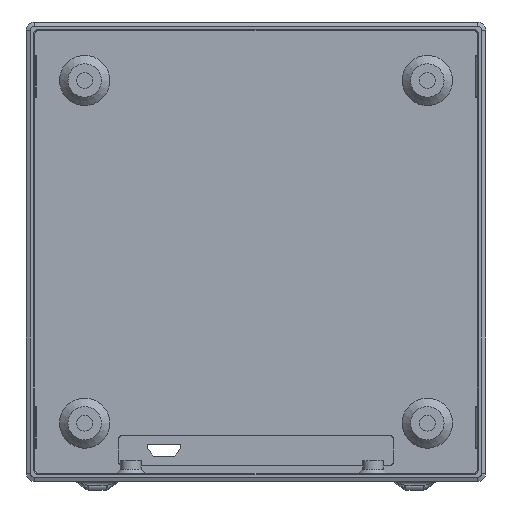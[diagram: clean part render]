
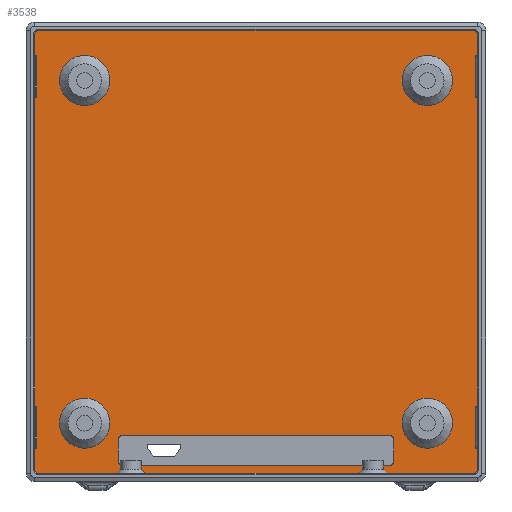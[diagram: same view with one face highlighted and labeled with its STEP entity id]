
A CAD part, front view. The second image highlights one B-rep face of the part: STEP entity #3538.
In plain terms, the highlighted planar face has unit normal (0, -1, 0).
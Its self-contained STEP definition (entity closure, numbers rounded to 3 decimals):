
#94=FACE_BOUND('',#896,.T.);
#95=FACE_BOUND('',#897,.T.);
#96=FACE_BOUND('',#898,.T.);
#97=FACE_BOUND('',#899,.T.);
#98=FACE_BOUND('',#900,.T.);
#253=CIRCLE('',#3596,1.);
#258=CIRCLE('',#3607,1.);
#396=CIRCLE('',#3936,1.);
#398=CIRCLE('',#3940,1.);
#400=CIRCLE('',#3944,1.);
#402=CIRCLE('',#3948,1.);
#409=CIRCLE('',#3970,6.);
#411=CIRCLE('',#3973,1.);
#412=CIRCLE('',#3974,1.);
#413=CIRCLE('',#3975,6.);
#414=CIRCLE('',#3976,6.);
#415=CIRCLE('',#3977,6.);
#650=FACE_OUTER_BOUND('',#895,.T.);
#895=EDGE_LOOP('',(#3134,#3135,#3136,#3137,#3138,#3139,#3140,#3141,#3142,
#3143));
#896=EDGE_LOOP('',(#3144,#3145,#3146,#3147,#3148,#3149,#3150,#3151));
#897=EDGE_LOOP('',(#3152));
#898=EDGE_LOOP('',(#3153));
#899=EDGE_LOOP('',(#3154));
#900=EDGE_LOOP('',(#3155));
#952=LINE('',#5211,#1204);
#963=LINE('',#5251,#1215);
#1120=LINE('',#6612,#1372);
#1121=LINE('',#6617,#1373);
#1122=LINE('',#6622,#1374);
#1137=LINE('',#6696,#1389);
#1141=LINE('',#6708,#1393);
#1147=LINE('',#6723,#1399);
#1150=LINE('',#6732,#1402);
#1170=LINE('',#6792,#1422);
#1204=VECTOR('',#4078,10.);
#1215=VECTOR('',#4111,10.);
#1372=VECTOR('',#4842,10.);
#1373=VECTOR('',#4847,10.);
#1374=VECTOR('',#4852,10.);
#1389=VECTOR('',#4943,10.);
#1393=VECTOR('',#4955,10.);
#1399=VECTOR('',#4969,10.);
#1402=VECTOR('',#4980,10.);
#1422=VECTOR('',#5048,10.);
#1453=VERTEX_POINT('',#5203);
#1454=VERTEX_POINT('',#5205);
#1455=VERTEX_POINT('',#5209);
#1472=VERTEX_POINT('',#5245);
#1473=VERTEX_POINT('',#5249);
#1668=VERTEX_POINT('',#6611);
#1670=VERTEX_POINT('',#6616);
#1672=VERTEX_POINT('',#6621);
#1691=VERTEX_POINT('',#6689);
#1692=VERTEX_POINT('',#6691);
#1693=VERTEX_POINT('',#6695);
#1696=VERTEX_POINT('',#6703);
#1697=VERTEX_POINT('',#6707);
#1701=VERTEX_POINT('',#6716);
#1702=VERTEX_POINT('',#6718);
#1704=VERTEX_POINT('',#6727);
#1717=VERTEX_POINT('',#6783);
#1719=VERTEX_POINT('',#6789);
#1720=VERTEX_POINT('',#6791);
#1721=VERTEX_POINT('',#6794);
#1722=VERTEX_POINT('',#6796);
#1723=VERTEX_POINT('',#6798);
#1764=EDGE_CURVE('',#1454,#1453,#253,.T.);
#1767=EDGE_CURVE('',#1453,#1455,#952,.T.);
#1785=EDGE_CURVE('',#1455,#1472,#258,.T.);
#1787=EDGE_CURVE('',#1472,#1473,#963,.T.);
#2124=EDGE_CURVE('',#1668,#1454,#1120,.T.);
#2127=EDGE_CURVE('',#1670,#1668,#1121,.T.);
#2130=EDGE_CURVE('',#1672,#1670,#1122,.T.);
#2161=EDGE_CURVE('',#1691,#1692,#396,.T.);
#2163=EDGE_CURVE('',#1693,#1692,#1137,.T.);
#2167=EDGE_CURVE('',#1693,#1696,#398,.T.);
#2169=EDGE_CURVE('',#1697,#1696,#1141,.T.);
#2174=EDGE_CURVE('',#1701,#1702,#400,.T.);
#2177=EDGE_CURVE('',#1691,#1702,#1147,.T.);
#2179=EDGE_CURVE('',#1697,#1704,#402,.T.);
#2182=EDGE_CURVE('',#1701,#1704,#1150,.T.);
#2207=EDGE_CURVE('',#1717,#1717,#409,.T.);
#2210=EDGE_CURVE('',#1473,#1719,#411,.T.);
#2211=EDGE_CURVE('',#1719,#1720,#1170,.T.);
#2212=EDGE_CURVE('',#1720,#1672,#412,.T.);
#2213=EDGE_CURVE('',#1721,#1721,#413,.T.);
#2214=EDGE_CURVE('',#1722,#1722,#414,.T.);
#2215=EDGE_CURVE('',#1723,#1723,#415,.T.);
#3134=ORIENTED_EDGE('',*,*,#1785,.T.);
#3135=ORIENTED_EDGE('',*,*,#1787,.T.);
#3136=ORIENTED_EDGE('',*,*,#2210,.T.);
#3137=ORIENTED_EDGE('',*,*,#2211,.T.);
#3138=ORIENTED_EDGE('',*,*,#2212,.T.);
#3139=ORIENTED_EDGE('',*,*,#2130,.T.);
#3140=ORIENTED_EDGE('',*,*,#2127,.T.);
#3141=ORIENTED_EDGE('',*,*,#2124,.T.);
#3142=ORIENTED_EDGE('',*,*,#1764,.T.);
#3143=ORIENTED_EDGE('',*,*,#1767,.T.);
#3144=ORIENTED_EDGE('',*,*,#2163,.T.);
#3145=ORIENTED_EDGE('',*,*,#2161,.F.);
#3146=ORIENTED_EDGE('',*,*,#2177,.T.);
#3147=ORIENTED_EDGE('',*,*,#2174,.F.);
#3148=ORIENTED_EDGE('',*,*,#2182,.T.);
#3149=ORIENTED_EDGE('',*,*,#2179,.F.);
#3150=ORIENTED_EDGE('',*,*,#2169,.T.);
#3151=ORIENTED_EDGE('',*,*,#2167,.F.);
#3152=ORIENTED_EDGE('',*,*,#2213,.F.);
#3153=ORIENTED_EDGE('',*,*,#2214,.F.);
#3154=ORIENTED_EDGE('',*,*,#2215,.F.);
#3155=ORIENTED_EDGE('',*,*,#2207,.F.);
#3323=PLANE('',#3972);
#3538=ADVANCED_FACE('',(#650,#94,#95,#96,#97,#98),#3323,.F.);
#3596=AXIS2_PLACEMENT_3D('',#5206,#4072,#4073);
#3607=AXIS2_PLACEMENT_3D('',#5247,#4106,#4107);
#3936=AXIS2_PLACEMENT_3D('',#6692,#4938,#4939);
#3940=AXIS2_PLACEMENT_3D('',#6704,#4950,#4951);
#3944=AXIS2_PLACEMENT_3D('',#6719,#4963,#4964);
#3948=AXIS2_PLACEMENT_3D('',#6728,#4974,#4975);
#3970=AXIS2_PLACEMENT_3D('',#6784,#5039,#5040);
#3972=AXIS2_PLACEMENT_3D('',#6788,#5044,#5045);
#3973=AXIS2_PLACEMENT_3D('',#6790,#5046,#5047);
#3974=AXIS2_PLACEMENT_3D('',#6793,#5049,#5050);
#3975=AXIS2_PLACEMENT_3D('',#6795,#5051,#5052);
#3976=AXIS2_PLACEMENT_3D('',#6797,#5053,#5054);
#3977=AXIS2_PLACEMENT_3D('',#6799,#5055,#5056);
#4072=DIRECTION('center_axis',(0.,-1.,0.));
#4073=DIRECTION('ref_axis',(0.707,0.,-0.707));
#4078=DIRECTION('',(0.,0.,1.));
#4106=DIRECTION('center_axis',(0.,-1.,0.));
#4107=DIRECTION('ref_axis',(0.707,0.,0.707));
#4111=DIRECTION('',(-1.,0.,0.));
#4842=DIRECTION('',(1.,0.,0.));
#4847=DIRECTION('',(1.,0.,0.));
#4852=DIRECTION('',(1.,0.,0.));
#4938=DIRECTION('center_axis',(0.,-1.,0.));
#4939=DIRECTION('ref_axis',(0.707,0.,-0.707));
#4943=DIRECTION('',(0.,0.,-1.));
#4950=DIRECTION('center_axis',(0.,-1.,0.));
#4951=DIRECTION('ref_axis',(0.707,0.,0.707));
#4955=DIRECTION('',(1.,0.,0.));
#4963=DIRECTION('center_axis',(0.,-1.,0.));
#4964=DIRECTION('ref_axis',(-0.707,0.,-0.707));
#4969=DIRECTION('',(-1.,0.,0.));
#4974=DIRECTION('center_axis',(0.,-1.,0.));
#4975=DIRECTION('ref_axis',(-0.707,0.,0.707));
#4980=DIRECTION('',(0.,0.,1.));
#5039=DIRECTION('center_axis',(0.,-1.,0.));
#5040=DIRECTION('ref_axis',(1.,0.,0.));
#5044=DIRECTION('center_axis',(0.,1.,0.));
#5045=DIRECTION('ref_axis',(1.,0.,0.));
#5046=DIRECTION('center_axis',(0.,-1.,0.));
#5047=DIRECTION('ref_axis',(-0.707,0.,0.707));
#5048=DIRECTION('',(0.,0.,-1.));
#5049=DIRECTION('center_axis',(0.,-1.,0.));
#5050=DIRECTION('ref_axis',(-0.707,0.,-0.707));
#5051=DIRECTION('center_axis',(0.,-1.,0.));
#5052=DIRECTION('ref_axis',(1.,0.,0.));
#5053=DIRECTION('center_axis',(0.,-1.,0.));
#5054=DIRECTION('ref_axis',(1.,0.,0.));
#5055=DIRECTION('center_axis',(0.,-1.,0.));
#5056=DIRECTION('ref_axis',(1.,0.,0.));
#5203=CARTESIAN_POINT('',(53.,0.,3.));
#5205=CARTESIAN_POINT('',(52.,0.,2.));
#5206=CARTESIAN_POINT('Origin',(52.,0.,3.));
#5209=CARTESIAN_POINT('',(53.,0.,107.));
#5211=CARTESIAN_POINT('',(53.,0.,81.5));
#5245=CARTESIAN_POINT('',(52.,0.,108.));
#5247=CARTESIAN_POINT('Origin',(52.,0.,107.));
#5249=CARTESIAN_POINT('',(-52.,0.,108.));
#5251=CARTESIAN_POINT('',(-26.5,0.,108.));
#6611=CARTESIAN_POINT('',(28.,0.,2.));
#6612=CARTESIAN_POINT('',(26.5,0.,2.));
#6616=CARTESIAN_POINT('',(-30.,0.,2.));
#6617=CARTESIAN_POINT('',(26.5,0.,2.));
#6621=CARTESIAN_POINT('',(-52.,0.,2.));
#6622=CARTESIAN_POINT('',(26.5,0.,2.));
#6689=CARTESIAN_POINT('',(32.,0.,3.9));
#6691=CARTESIAN_POINT('',(33.,0.,4.9));
#6692=CARTESIAN_POINT('Origin',(32.,0.,4.9));
#6695=CARTESIAN_POINT('',(33.,0.,10.));
#6696=CARTESIAN_POINT('',(33.,0.,33.));
#6703=CARTESIAN_POINT('',(32.,0.,11.));
#6704=CARTESIAN_POINT('Origin',(32.,0.,10.));
#6707=CARTESIAN_POINT('',(-32.,0.,11.));
#6708=CARTESIAN_POINT('',(-16.5,0.,11.));
#6716=CARTESIAN_POINT('',(-33.,0.,4.9));
#6718=CARTESIAN_POINT('',(-32.,0.,3.9));
#6719=CARTESIAN_POINT('Origin',(-32.,0.,4.9));
#6723=CARTESIAN_POINT('',(16.5,0.,3.9));
#6727=CARTESIAN_POINT('',(-33.,0.,10.));
#6728=CARTESIAN_POINT('Origin',(-32.,0.,10.));
#6732=CARTESIAN_POINT('',(-33.,0.,29.45));
#6783=CARTESIAN_POINT('',(35.,0.,14.));
#6784=CARTESIAN_POINT('Origin',(41.,0.,14.));
#6788=CARTESIAN_POINT('Origin',(0.,0.,55.));
#6789=CARTESIAN_POINT('',(-53.,0.,107.));
#6790=CARTESIAN_POINT('Origin',(-52.,0.,107.));
#6791=CARTESIAN_POINT('',(-53.,0.,3.));
#6792=CARTESIAN_POINT('',(-53.,0.,28.5));
#6793=CARTESIAN_POINT('Origin',(-52.,0.,3.));
#6794=CARTESIAN_POINT('',(-47.,0.,14.));
#6795=CARTESIAN_POINT('Origin',(-41.,0.,14.));
#6796=CARTESIAN_POINT('',(-47.,0.,96.));
#6797=CARTESIAN_POINT('Origin',(-41.,0.,96.));
#6798=CARTESIAN_POINT('',(35.,0.,96.));
#6799=CARTESIAN_POINT('Origin',(41.,0.,96.));
